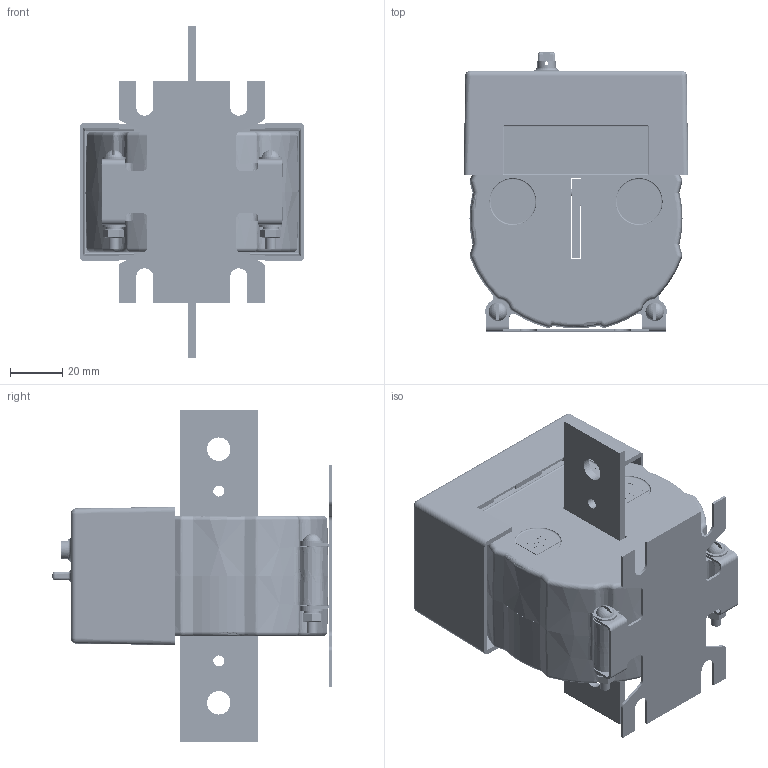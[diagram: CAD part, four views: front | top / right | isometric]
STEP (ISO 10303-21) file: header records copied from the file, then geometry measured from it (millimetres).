
FILE_DESCRIPTION (( 'STEP AP203' ), '1' );
FILE_NAME ('ﾒﾎﾏ-0,66.STEP', '2022-07-28T02:44:09', ( '' ), ( '' ), 'SwSTEP 2.0', 'SolidWorks 2010', '' );
FILE_SCHEMA (( 'CONFIG_CONTROL_DESIGN' ));
Products named in the file (1): ﾒﾎﾏ-0,66
Bounding box: 86 x 106.79 x 127 mm (x, y, z)
Surface area: 224144.1 mm2 (no closed solid volume)
Topology: 0 solids, 186 shells, 3965 faces, 9371 edges, 5561 vertices
Faces by surface type: cylinder 1406, torus 1114, plane 883, bspline 276, cone 162, sphere 124
Entity records: 123433 total; most frequent: CARTESIAN_POINT 31757, DIRECTION 20669, ORIENTED_EDGE 18646, EDGE_CURVE 9325, AXIS2_PLACEMENT_3D 8679, VERTEX_POINT 5555, CIRCLE 4989, EDGE_LOOP 4153
